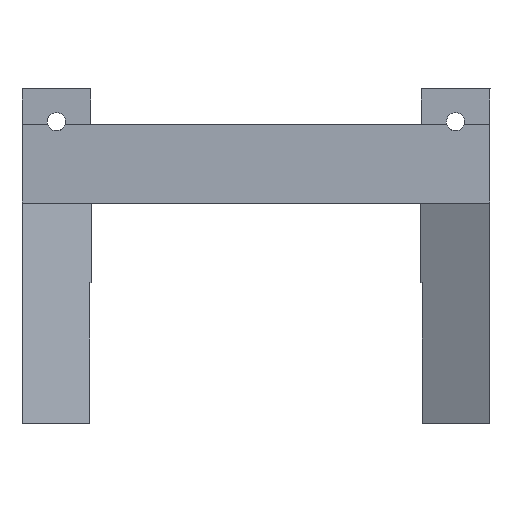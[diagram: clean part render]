
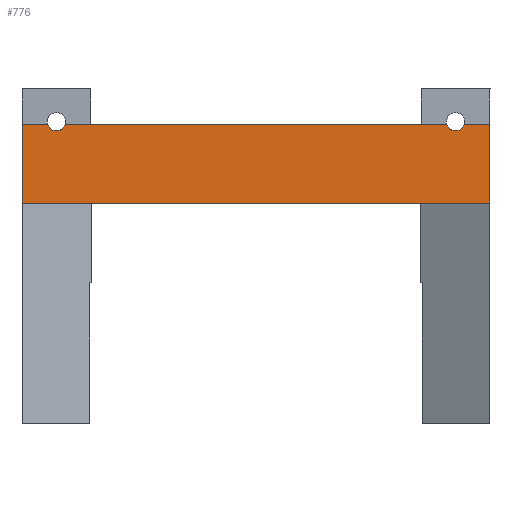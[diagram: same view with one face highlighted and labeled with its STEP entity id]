
A CAD part, left-side view. The second image highlights one B-rep face of the part: STEP entity #776.
In plain terms, the highlighted planar face has unit normal (-1, 0, 0).
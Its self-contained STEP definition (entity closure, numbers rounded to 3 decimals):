
#30=PLANE('',#858);
#70=FACE_OUTER_BOUND('',#116,.T.);
#116=EDGE_LOOP('',(#609,#610,#611,#612,#613,#614,#615,#616,#617,#618,#619,
#620));
#177=LINE('',#1231,#261);
#178=LINE('',#1233,#262);
#179=LINE('',#1234,#263);
#180=LINE('',#1236,#264);
#181=LINE('',#1238,#265);
#182=LINE('',#1240,#266);
#183=LINE('',#1242,#267);
#184=LINE('',#1244,#268);
#185=LINE('',#1246,#269);
#186=LINE('',#1247,#270);
#261=VECTOR('',#1003,10.);
#262=VECTOR('',#1004,10.);
#263=VECTOR('',#1005,10.);
#264=VECTOR('',#1006,10.);
#265=VECTOR('',#1007,10.);
#266=VECTOR('',#1008,10.);
#267=VECTOR('',#1009,10.);
#268=VECTOR('',#1010,10.);
#269=VECTOR('',#1011,10.);
#270=VECTOR('',#1012,10.);
#334=CIRCLE('',#849,1.666);
#337=CIRCLE('',#853,1.666);
#370=VERTEX_POINT('',#1189);
#371=VERTEX_POINT('',#1191);
#373=VERTEX_POINT('',#1197);
#374=VERTEX_POINT('',#1199);
#387=VERTEX_POINT('',#1230);
#388=VERTEX_POINT('',#1232);
#389=VERTEX_POINT('',#1235);
#390=VERTEX_POINT('',#1237);
#391=VERTEX_POINT('',#1239);
#392=VERTEX_POINT('',#1241);
#393=VERTEX_POINT('',#1243);
#394=VERTEX_POINT('',#1245);
#451=EDGE_CURVE('',#371,#370,#334,.T.);
#455=EDGE_CURVE('',#374,#373,#337,.T.);
#471=EDGE_CURVE('',#387,#370,#177,.T.);
#472=EDGE_CURVE('',#388,#387,#178,.T.);
#473=EDGE_CURVE('',#374,#388,#179,.T.);
#474=EDGE_CURVE('',#389,#373,#180,.T.);
#475=EDGE_CURVE('',#389,#390,#181,.T.);
#476=EDGE_CURVE('',#390,#391,#182,.T.);
#477=EDGE_CURVE('',#391,#392,#183,.T.);
#478=EDGE_CURVE('',#392,#393,#184,.T.);
#479=EDGE_CURVE('',#394,#393,#185,.T.);
#480=EDGE_CURVE('',#371,#394,#186,.T.);
#609=ORIENTED_EDGE('',*,*,#451,.T.);
#610=ORIENTED_EDGE('',*,*,#471,.F.);
#611=ORIENTED_EDGE('',*,*,#472,.F.);
#612=ORIENTED_EDGE('',*,*,#473,.F.);
#613=ORIENTED_EDGE('',*,*,#455,.T.);
#614=ORIENTED_EDGE('',*,*,#474,.F.);
#615=ORIENTED_EDGE('',*,*,#475,.T.);
#616=ORIENTED_EDGE('',*,*,#476,.T.);
#617=ORIENTED_EDGE('',*,*,#477,.T.);
#618=ORIENTED_EDGE('',*,*,#478,.T.);
#619=ORIENTED_EDGE('',*,*,#479,.F.);
#620=ORIENTED_EDGE('',*,*,#480,.F.);
#776=ADVANCED_FACE('',(#70),#30,.T.);
#849=AXIS2_PLACEMENT_3D('',#1192,#970,#971);
#853=AXIS2_PLACEMENT_3D('',#1200,#979,#980);
#858=AXIS2_PLACEMENT_3D('',#1229,#1001,#1002);
#970=DIRECTION('center_axis',(1.,0.,0.));
#971=DIRECTION('ref_axis',(0.,1.,0.));
#979=DIRECTION('center_axis',(1.,0.,0.));
#980=DIRECTION('ref_axis',(0.,1.,0.));
#1001=DIRECTION('center_axis',(-1.,0.,0.));
#1002=DIRECTION('ref_axis',(0.,1.,0.));
#1003=DIRECTION('',(0.,-1.,0.));
#1004=DIRECTION('',(0.,-1.,0.));
#1005=DIRECTION('',(0.,-1.,0.));
#1006=DIRECTION('',(0.,-1.,0.));
#1007=DIRECTION('',(0.,0.,-1.));
#1008=DIRECTION('',(0.,-1.,0.));
#1009=DIRECTION('',(0.,-1.,0.));
#1010=DIRECTION('',(0.,-1.,0.));
#1011=DIRECTION('',(0.,0.,-1.));
#1012=DIRECTION('',(0.,-1.,0.));
#1189=CARTESIAN_POINT('',(212.5,-34.661,-137.5));
#1191=CARTESIAN_POINT('',(212.5,-37.839,-137.5));
#1192=CARTESIAN_POINT('Origin',(212.5,-36.25,-137.));
#1197=CARTESIAN_POINT('',(212.5,37.839,-137.5));
#1199=CARTESIAN_POINT('',(212.5,34.661,-137.5));
#1200=CARTESIAN_POINT('Origin',(212.5,36.25,-137.));
#1229=CARTESIAN_POINT('Origin',(212.5,-42.5,-137.5));
#1230=CARTESIAN_POINT('',(212.5,-30.,-137.5));
#1231=CARTESIAN_POINT('',(212.5,42.5,-137.5));
#1232=CARTESIAN_POINT('',(212.5,30.,-137.5));
#1233=CARTESIAN_POINT('',(212.5,42.5,-137.5));
#1234=CARTESIAN_POINT('',(212.5,42.5,-137.5));
#1235=CARTESIAN_POINT('',(212.5,42.5,-137.5));
#1236=CARTESIAN_POINT('',(212.5,42.5,-137.5));
#1237=CARTESIAN_POINT('',(212.5,42.5,-151.75));
#1238=CARTESIAN_POINT('',(212.5,42.5,-137.5));
#1239=CARTESIAN_POINT('',(212.5,32.5,-151.75));
#1240=CARTESIAN_POINT('',(212.5,-2.5,-151.75));
#1241=CARTESIAN_POINT('',(212.5,-32.5,-151.75));
#1242=CARTESIAN_POINT('',(212.5,-37.5,-151.75));
#1243=CARTESIAN_POINT('',(212.5,-42.5,-151.75));
#1244=CARTESIAN_POINT('',(212.5,-40.,-151.75));
#1245=CARTESIAN_POINT('',(212.5,-42.5,-137.5));
#1246=CARTESIAN_POINT('',(212.5,-42.5,-137.5));
#1247=CARTESIAN_POINT('',(212.5,42.5,-137.5));
